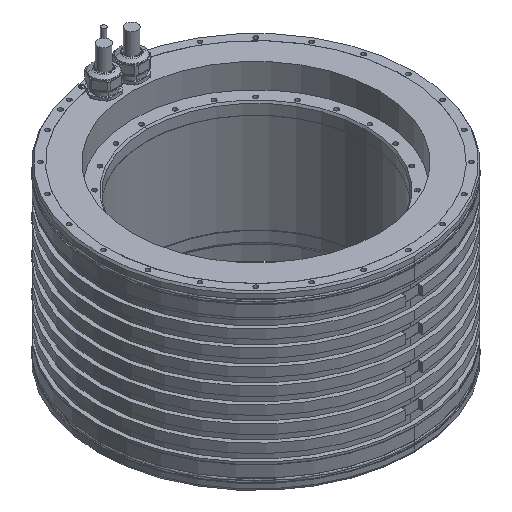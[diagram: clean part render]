
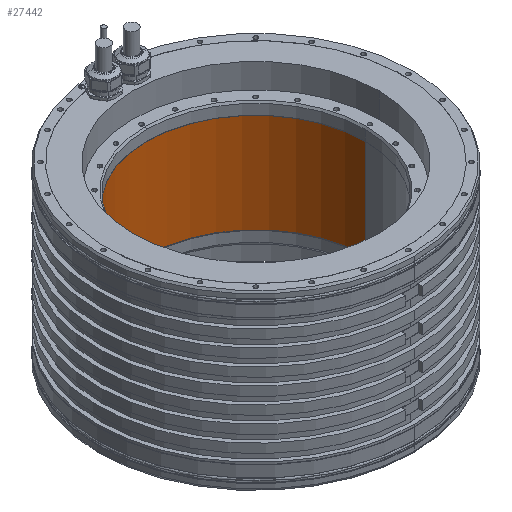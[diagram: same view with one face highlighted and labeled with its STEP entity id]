
A CAD part, isometric view. The second image highlights one B-rep face of the part: STEP entity #27442.
In plain terms, the highlighted cylindrical face has radius 132.9 mm (diameter 265.8 mm), a partial arc.
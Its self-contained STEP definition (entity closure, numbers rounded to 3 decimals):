
#24942=CARTESIAN_POINT('',(0.,0.,-44.9));
#24943=DIRECTION('',(0.,0.,-1.));
#24944=DIRECTION('',(-1.,0.,0.));
#24945=AXIS2_PLACEMENT_3D('',#24942,#24943,#24944);
#24957=DIRECTION('',(0.,0.,1.));
#24958=VECTOR('',#24957,120.2);
#24959=CARTESIAN_POINT('',(-132.9,0.,-165.1));
#24960=LINE('',#24959,#24958);
#24961=DIRECTION('',(0.,0.,1.));
#24962=VECTOR('',#24961,120.2);
#24963=CARTESIAN_POINT('',(132.9,0.,-165.1));
#24964=LINE('',#24963,#24962);
#24965=CARTESIAN_POINT('',(0.,0.,-165.1));
#24966=DIRECTION('',(0.,0.,-1.));
#24967=DIRECTION('',(-1.,0.,0.));
#24968=AXIS2_PLACEMENT_3D('',#24965,#24966,#24967);
#26297=CARTESIAN_POINT('',(-132.9,0.,-165.1));
#26298=CARTESIAN_POINT('',(-132.9,0.,-44.9));
#26299=VERTEX_POINT('',#26297);
#26300=VERTEX_POINT('',#26298);
#26301=CARTESIAN_POINT('',(132.9,0.,-165.1));
#26302=CARTESIAN_POINT('',(132.9,0.,-44.9));
#26303=VERTEX_POINT('',#26301);
#26304=VERTEX_POINT('',#26302);
#27430=CARTESIAN_POINT('',(0.,0.,-188.05));
#27431=DIRECTION('',(0.,0.,1.));
#27432=DIRECTION('',(1.,0.,0.));
#27433=AXIS2_PLACEMENT_3D('',#27430,#27431,#27432);
#27434=CYLINDRICAL_SURFACE('',#27433,132.9);
#27435=ORIENTED_EDGE('',*,*,#27413,.T.);
#27436=ORIENTED_EDGE('',*,*,#27376,.T.);
#27437=ORIENTED_EDGE('',*,*,#27417,.F.);
#27439=ORIENTED_EDGE('',*,*,#27438,.F.);
#27440=EDGE_LOOP('',(#27435,#27436,#27437,#27439));
#27441=FACE_OUTER_BOUND('',#27440,.F.);
#27442=ADVANCED_FACE('',(#27441),#27434,.F.);
#24946=CIRCLE('',#24945,132.9);
#24969=CIRCLE('',#24968,132.9);
#27376=EDGE_CURVE('',#26300,#26304,#24946,.T.);
#27413=EDGE_CURVE('',#26299,#26300,#24960,.T.);
#27417=EDGE_CURVE('',#26303,#26304,#24964,.T.);
#27438=EDGE_CURVE('',#26299,#26303,#24969,.T.);
